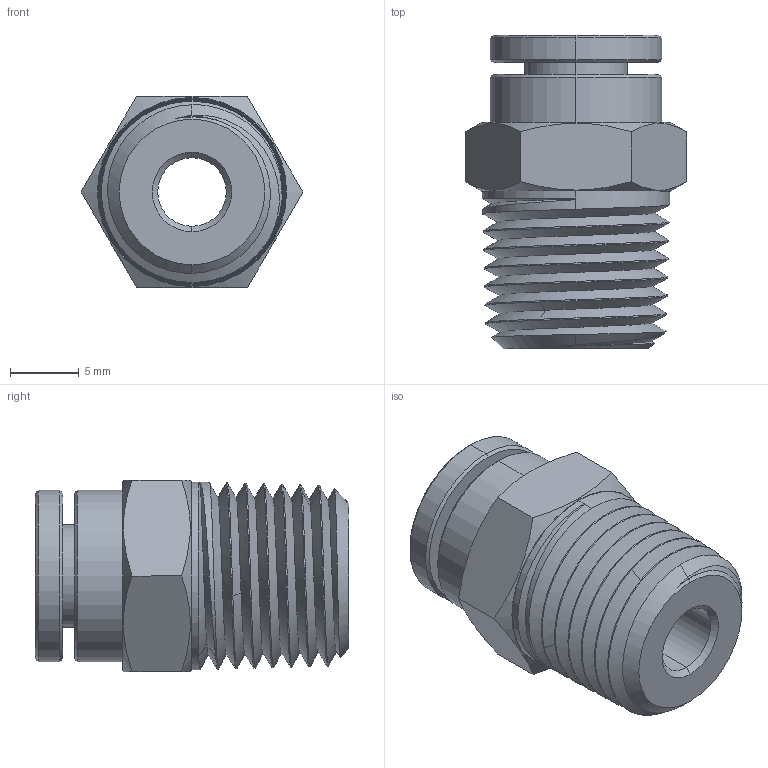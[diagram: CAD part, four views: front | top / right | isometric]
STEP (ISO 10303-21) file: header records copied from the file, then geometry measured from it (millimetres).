
FILE_DESCRIPTION (( 'STEP AP203' ), '1' );
FILE_NAME ('MCS6R1-4W.STEP', '2016-10-20T21:39:45', ( '' ), ( '' ), 'SwSTEP 2.0', 'SolidWorks 2016', '' );
FILE_SCHEMA (( 'CONFIG_CONTROL_DESIGN' ));
Products named in the file (1): MCS6R1-4W
Bounding box: 16.17 x 22.86 x 14 mm (x, y, z)
Volume: 2147.8 mm3; surface area: 3482.1 mm2
Topology: 6 solids, 6 shells, 349 faces, 955 edges, 623 vertices
Faces by surface type: cone 134, plane 116, cylinder 60, bspline 39
Entity records: 48717 total; most frequent: CARTESIAN_POINT 40428, ORIENTED_EDGE 1910, DIRECTION 1484, EDGE_CURVE 955, VERTEX_POINT 623, AXIS2_PLACEMENT_3D 611, B_SPLINE_CURVE_WITH_KNOTS 393, EDGE_LOOP 366
